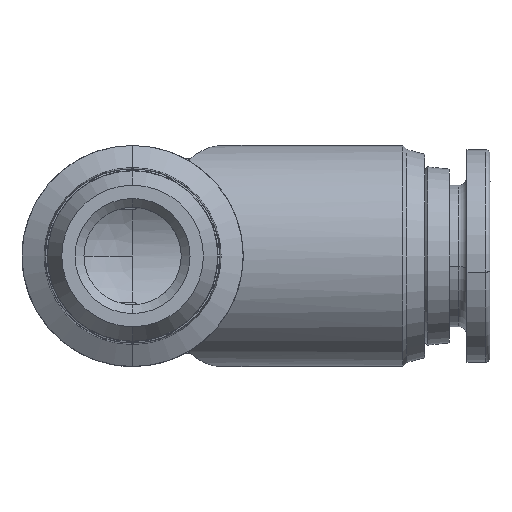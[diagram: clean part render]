
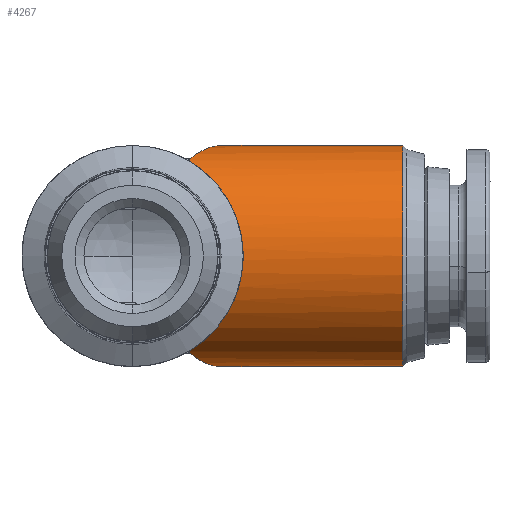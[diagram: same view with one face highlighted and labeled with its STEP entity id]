
A CAD part, front view. The second image highlights one B-rep face of the part: STEP entity #4267.
In plain terms, the highlighted cylindrical face has radius 6.25 mm (diameter 12.5 mm), a partial arc.
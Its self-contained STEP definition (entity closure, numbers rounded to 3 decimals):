
#109 = CARTESIAN_POINT ( 'NONE',  ( 3.227, 6.225, 5.451 ) ) ;
#166 = CYLINDRICAL_SURFACE ( 'NONE', #783, 6.25 ) ;
#189 = CARTESIAN_POINT ( 'NONE',  ( 4.519, 8.463, -6.21 ) ) ;
#351 = CARTESIAN_POINT ( 'NONE',  ( 3.611, 6.89, 5.774 ) ) ;
#453 = CARTESIAN_POINT ( 'NONE',  ( 7.764, 1.517, 2.66 ) ) ;
#487 = DIRECTION ( 'NONE',  ( -1., 0., 0. ) ) ;
#523 = CARTESIAN_POINT ( 'NONE',  ( 4.288, 8.062, 6.13 ) ) ;
#581 = CARTESIAN_POINT ( 'NONE',  ( 4.056, 7.661, 6.05 ) ) ;
#639 = EDGE_CURVE ( 'NONE', #7743, #657, #2351, .T. ) ;
#657 = VERTEX_POINT ( 'NONE', #3112 ) ;
#698 = CARTESIAN_POINT ( 'NONE',  ( 0., 9.281, -6.25 ) ) ;
#737 = DIRECTION ( 'NONE',  ( 0., 0., 1. ) ) ;
#783 = AXIS2_PLACEMENT_3D ( 'NONE', #3780, #2878, #737 ) ;
#1001 = ORIENTED_EDGE ( 'NONE', *, *, #4144, .F. ) ;
#1044 = ORIENTED_EDGE ( 'NONE', *, *, #6021, .T. ) ;
#1094 = CARTESIAN_POINT ( 'NONE',  ( 3.829, 7.268, -5.931 ) ) ;
#1111 = ORIENTED_EDGE ( 'NONE', *, *, #6072, .T. ) ;
#1206 = LINE ( 'NONE', #8031, #4791 ) ;
#1252 = ORIENTED_EDGE ( 'NONE', *, *, #6571, .F. ) ;
#1260 = CARTESIAN_POINT ( 'NONE',  ( 4.992, 9.281, 6.25 ) ) ;
#1265 = ORIENTED_EDGE ( 'NONE', *, *, #8766, .F. ) ;
#1361 = B_SPLINE_CURVE_WITH_KNOTS ( 'NONE', 3,
 ( #4909, #4381, #2721, #4159 ),
 .UNSPECIFIED., .F., .F.,
 ( 4, 4 ),
 ( 0., 0.856 ),
 .UNSPECIFIED. ) ;
#1389 = ORIENTED_EDGE ( 'NONE', *, *, #6666, .F. ) ;
#1601 = ORIENTED_EDGE ( 'NONE', *, *, #1678, .T. ) ;
#1678 = EDGE_CURVE ( 'NONE', #3738, #3420, #3879, .T. ) ;
#1685 = ORIENTED_EDGE ( 'NONE', *, *, #6557, .F. ) ;
#1747 = CARTESIAN_POINT ( 'NONE',  ( 3.227, 6.225, 5.451 ) ) ;
#1811 = B_SPLINE_CURVE_WITH_KNOTS ( 'NONE', 3,
 ( #523, #5966, #2664, #1260 ),
 .UNSPECIFIED., .F., .F.,
 ( 4, 4 ),
 ( 0., 1. ),
 .UNSPECIFIED. ) ;
#1826 = ORIENTED_EDGE ( 'NONE', *, *, #1830, .F. ) ;
#1830 = EDGE_CURVE ( 'NONE', #3348, #4682, #5029, .T. ) ;
#1932 = ORIENTED_EDGE ( 'NONE', *, *, #4210, .F. ) ;
#2097 = CARTESIAN_POINT ( 'NONE',  ( 3.227, 6.225, 5.451 ) ) ;
#2101 = B_SPLINE_CURVE_WITH_KNOTS ( 'NONE', 3,
 ( #4053, #8076, #581, #5373 ),
 .UNSPECIFIED., .F., .F.,
 ( 4, 4 ),
 ( 0., 1. ),
 .UNSPECIFIED. ) ;
#2142 = ORIENTED_EDGE ( 'NONE', *, *, #639, .F. ) ;
#2201 = CARTESIAN_POINT ( 'NONE',  ( 3.227, 6.225, -5.451 ) ) ;
#2351 = B_SPLINE_CURVE_WITH_KNOTS ( 'NONE', 3,
 ( #5547, #3826, #189, #4663, #1094, #8414 ),
 .UNSPECIFIED., .F., .F.,
 ( 4, 2, 4 ),
 ( 0.33, 0.665, 1. ),
 .UNSPECIFIED. ) ;
#2393 = CARTESIAN_POINT ( 'NONE',  ( 3.214, 6.18, 5.426 ) ) ;
#2664 = CARTESIAN_POINT ( 'NONE',  ( 4.755, 8.872, 6.25 ) ) ;
#2721 = CARTESIAN_POINT ( 'NONE',  ( 3.351, 6.44, -5.572 ) ) ;
#2737 = CIRCLE ( 'NONE', #2971, 6.25 ) ;
#2804 = CARTESIAN_POINT ( 'NONE',  ( 3.479, 6.662, 5.68 ) ) ;
#2859 = CARTESIAN_POINT ( 'NONE',  ( 15.268, 9.281, -6.25 ) ) ;
#2878 = DIRECTION ( 'NONE',  ( -1., 0., 0. ) ) ;
#2940 = CARTESIAN_POINT ( 'NONE',  ( 3.19, 6.091, 5.375 ) ) ;
#2971 = AXIS2_PLACEMENT_3D ( 'NONE', #7373, #3406, #8064 ) ;
#3112 = CARTESIAN_POINT ( 'NONE',  ( 3.611, 6.89, -5.774 ) ) ;
#3348 = VERTEX_POINT ( 'NONE', #2201 ) ;
#3406 = DIRECTION ( 'NONE',  ( -1., 0., 0. ) ) ;
#3420 = VERTEX_POINT ( 'NONE', #2940 ) ;
#3547 = CARTESIAN_POINT ( 'NONE',  ( 4.992, 9.281, 6.25 ) ) ;
#3656 = CARTESIAN_POINT ( 'NONE',  ( 15.268, 9.281, 6.25 ) ) ;
#3738 = VERTEX_POINT ( 'NONE', #109 ) ;
#3780 = CARTESIAN_POINT ( 'NONE',  ( 0., 9.281, 0. ) ) ;
#3826 = CARTESIAN_POINT ( 'NONE',  ( 4.755, 8.872, -6.25 ) ) ;
#3879 =( BOUNDED_CURVE ( )  B_SPLINE_CURVE ( 3, ( #1747, #2393, #7818, #7793 ),
 .UNSPECIFIED., .F., .T. ) 
 B_SPLINE_CURVE_WITH_KNOTS ( ( 4, 4 ),
 ( 5.806, 5.831 ),
 .UNSPECIFIED. ) 
 CURVE ( )  GEOMETRIC_REPRESENTATION_ITEM ( )  RATIONAL_B_SPLINE_CURVE ( ( 1., 1., 1., 1. ) ) 
 REPRESENTATION_ITEM ( '' )  );
#3948 = CARTESIAN_POINT ( 'NONE',  ( 3.19, 6.091, -5.375 ) ) ;
#4008 = CARTESIAN_POINT ( 'NONE',  ( 3.19, 6.091, -5.375 ) ) ;
#4031 = FACE_OUTER_BOUND ( 'NONE', #6564, .T. ) ;
#4053 = CARTESIAN_POINT ( 'NONE',  ( 3.611, 6.89, 5.774 ) ) ;
#4063 = B_SPLINE_CURVE_WITH_KNOTS ( 'NONE', 3,
 ( #2097, #6104, #2804, #7481 ),
 .UNSPECIFIED., .F., .F.,
 ( 4, 4 ),
 ( 0.144, 1. ),
 .UNSPECIFIED. ) ;
#4144 = EDGE_CURVE ( 'NONE', #7186, #7743, #5859, .T. ) ;
#4159 = CARTESIAN_POINT ( 'NONE',  ( 3.227, 6.225, -5.451 ) ) ;
#4193 = CARTESIAN_POINT ( 'NONE',  ( 4.288, 8.062, 6.13 ) ) ;
#4197 = VERTEX_POINT ( 'NONE', #351 ) ;
#4210 = EDGE_CURVE ( 'NONE', #657, #3348, #1361, .T. ) ;
#4267 = ADVANCED_FACE ( 'NONE', ( #4031 ), #166, .T. ) ;
#4381 = CARTESIAN_POINT ( 'NONE',  ( 3.479, 6.662, -5.68 ) ) ;
#4663 = CARTESIAN_POINT ( 'NONE',  ( 4.056, 7.661, -6.05 ) ) ;
#4682 = VERTEX_POINT ( 'NONE', #4008 ) ;
#4755 = VERTEX_POINT ( 'NONE', #3656 ) ;
#4791 = VECTOR ( 'NONE', #6038, 1000. ) ;
#4817 = CARTESIAN_POINT ( 'NONE',  ( 4.992, 9.281, -6.25 ) ) ;
#4909 = CARTESIAN_POINT ( 'NONE',  ( 3.611, 6.89, -5.774 ) ) ;
#5029 =( BOUNDED_CURVE ( )  B_SPLINE_CURVE ( 3, ( #5198, #5225, #5257, #5193 ),
 .UNSPECIFIED., .F., .F. ) 
 B_SPLINE_CURVE_WITH_KNOTS ( ( 4, 4 ),
 ( 5.806, 5.831 ),
 .UNSPECIFIED. ) 
 CURVE ( )  GEOMETRIC_REPRESENTATION_ITEM ( )  RATIONAL_B_SPLINE_CURVE ( ( 1., 1., 1., 1. ) ) 
 REPRESENTATION_ITEM ( '' )  );
#5193 = CARTESIAN_POINT ( 'NONE',  ( 3.19, 6.091, -5.375 ) ) ;
#5198 = CARTESIAN_POINT ( 'NONE',  ( 3.227, 6.225, -5.451 ) ) ;
#5225 = CARTESIAN_POINT ( 'NONE',  ( 3.214, 6.18, -5.426 ) ) ;
#5255 = CARTESIAN_POINT ( 'NONE',  ( 3.19, 6.091, 5.375 ) ) ;
#5257 = CARTESIAN_POINT ( 'NONE',  ( 3.202, 6.135, -5.401 ) ) ;
#5373 = CARTESIAN_POINT ( 'NONE',  ( 4.288, 8.062, 6.13 ) ) ;
#5547 = CARTESIAN_POINT ( 'NONE',  ( 4.992, 9.281, -6.25 ) ) ;
#5859 = LINE ( 'NONE', #698, #5890 ) ;
#5890 = VECTOR ( 'NONE', #487, 1000. ) ;
#5966 = CARTESIAN_POINT ( 'NONE',  ( 4.519, 8.463, 6.21 ) ) ;
#6021 = EDGE_CURVE ( 'NONE', #7186, #4755, #2737, .T. ) ;
#6038 = DIRECTION ( 'NONE',  ( -1., 0., 0. ) ) ;
#6072 = EDGE_CURVE ( 'NONE', #4755, #8281, #1206, .T. ) ;
#6104 = CARTESIAN_POINT ( 'NONE',  ( 3.351, 6.44, 5.572 ) ) ;
#6557 = EDGE_CURVE ( 'NONE', #4682, #3420, #7708, .T. ) ;
#6564 = EDGE_LOOP ( 'NONE', ( #1001, #1044, #1111, #1252, #1265, #1389, #1601, #1685, #1826, #1932, #2142 ) ) ;
#6571 = EDGE_CURVE ( 'NONE', #8296, #8281, #1811, .T. ) ;
#6666 = EDGE_CURVE ( 'NONE', #3738, #4197, #4063, .T. ) ;
#7186 = VERTEX_POINT ( 'NONE', #2859 ) ;
#7373 = CARTESIAN_POINT ( 'NONE',  ( 15.268, 9.281, 0. ) ) ;
#7481 = CARTESIAN_POINT ( 'NONE',  ( 3.611, 6.89, 5.774 ) ) ;
#7708 =( BOUNDED_CURVE ( )  B_SPLINE_CURVE ( 3, ( #3948, #7967, #453, #5255 ),
 .UNSPECIFIED., .F., .T. ) 
 B_SPLINE_CURVE_WITH_KNOTS ( ( 4, 4 ),
 ( 2.106, 4.177 ),
 .UNSPECIFIED. ) 
 CURVE ( )  GEOMETRIC_REPRESENTATION_ITEM ( )  RATIONAL_B_SPLINE_CURVE ( ( 1., 0.674, 0.674, 1. ) ) 
 REPRESENTATION_ITEM ( '' )  );
#7743 = VERTEX_POINT ( 'NONE', #4817 ) ;
#7793 = CARTESIAN_POINT ( 'NONE',  ( 3.19, 6.091, 5.375 ) ) ;
#7818 = CARTESIAN_POINT ( 'NONE',  ( 3.202, 6.135, 5.401 ) ) ;
#7967 = CARTESIAN_POINT ( 'NONE',  ( 7.764, 1.517, -2.66 ) ) ;
#8031 = CARTESIAN_POINT ( 'NONE',  ( 0., 9.281, 6.25 ) ) ;
#8064 = DIRECTION ( 'NONE',  ( 0., 0., 1. ) ) ;
#8076 = CARTESIAN_POINT ( 'NONE',  ( 3.829, 7.268, 5.931 ) ) ;
#8281 = VERTEX_POINT ( 'NONE', #3547 ) ;
#8296 = VERTEX_POINT ( 'NONE', #4193 ) ;
#8414 = CARTESIAN_POINT ( 'NONE',  ( 3.611, 6.89, -5.774 ) ) ;
#8766 = EDGE_CURVE ( 'NONE', #4197, #8296, #2101, .T. ) ;
